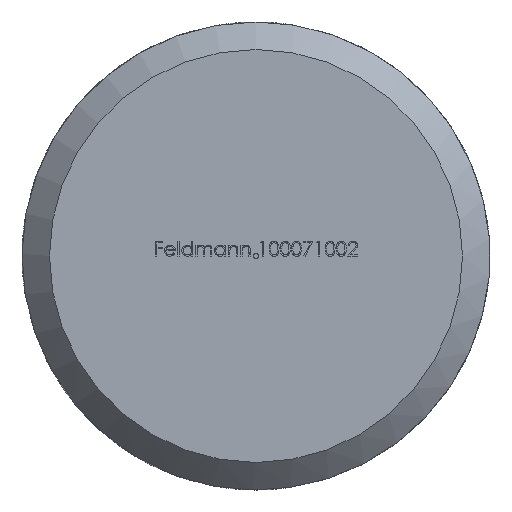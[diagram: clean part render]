
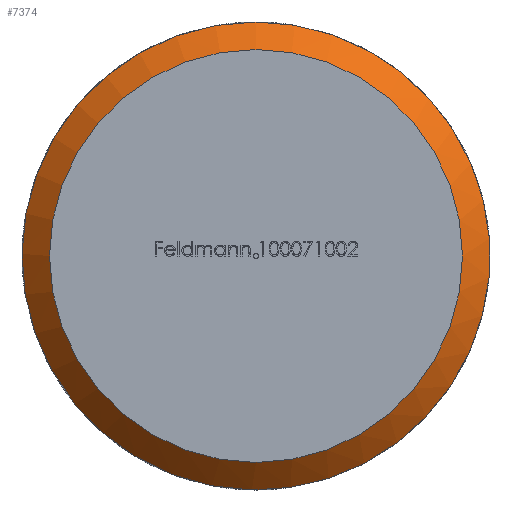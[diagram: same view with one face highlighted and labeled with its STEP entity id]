
A CAD part, front view. The second image highlights one B-rep face of the part: STEP entity #7374.
In plain terms, the highlighted conical face has half-angle 45 degrees and reference radius 8.5 mm.
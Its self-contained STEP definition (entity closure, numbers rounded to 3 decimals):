
#970 = DIRECTION ( 'NONE',  ( 0., 1., 0. ) ) ;
#1000 = DIRECTION ( 'NONE',  ( 0., 0., 1. ) ) ;
#2170 = DIRECTION ( 'NONE',  ( 0., 0., 1. ) ) ;
#3630 = CARTESIAN_POINT ( 'NONE',  ( 0., 1., 8.5 ) ) ;
#4288 = DIRECTION ( 'NONE',  ( 0., 0., 1. ) ) ;
#4464 = EDGE_LOOP ( 'NONE', ( #8498 ) ) ;
#4738 = CARTESIAN_POINT ( 'NONE',  ( 0., 0., 7.5 ) ) ;
#5856 = EDGE_CURVE ( 'NONE', #10969, #10969, #11859, .T. ) ;
#6035 = ORIENTED_EDGE ( 'NONE', *, *, #11801, .F. ) ;
#7374 = ADVANCED_FACE ( 'NONE', ( #11328, #12006 ), #10772, .T. ) ;
#7768 = DIRECTION ( 'NONE',  ( 0., -1., 0. ) ) ;
#7874 = CARTESIAN_POINT ( 'NONE',  ( 0., 1., 0. ) ) ;
#8498 = ORIENTED_EDGE ( 'NONE', *, *, #5856, .F. ) ;
#8997 = DIRECTION ( 'NONE',  ( 0., 1., 0. ) ) ;
#10772 = CONICAL_SURFACE ( 'NONE', #12675, 8.5, 0.785 ) ;
#10969 = VERTEX_POINT ( 'NONE', #3630 ) ;
#11328 = FACE_BOUND ( 'NONE', #12767, .T. ) ;
#11785 = AXIS2_PLACEMENT_3D ( 'NONE', #14860, #8997, #1000 ) ;
#11801 = EDGE_CURVE ( 'NONE', #14532, #14532, #12776, .T. ) ;
#11859 = CIRCLE ( 'NONE', #11785, 8.5 ) ;
#12006 = FACE_OUTER_BOUND ( 'NONE', #4464, .T. ) ;
#12675 = AXIS2_PLACEMENT_3D ( 'NONE', #7874, #970, #2170 ) ;
#12767 = EDGE_LOOP ( 'NONE', ( #6035 ) ) ;
#12776 = CIRCLE ( 'NONE', #14274, 7.5 ) ;
#13386 = CARTESIAN_POINT ( 'NONE',  ( 0., 0., 0. ) ) ;
#14274 = AXIS2_PLACEMENT_3D ( 'NONE', #13386, #7768, #4288 ) ;
#14532 = VERTEX_POINT ( 'NONE', #4738 ) ;
#14860 = CARTESIAN_POINT ( 'NONE',  ( 0., 1., 0. ) ) ;
